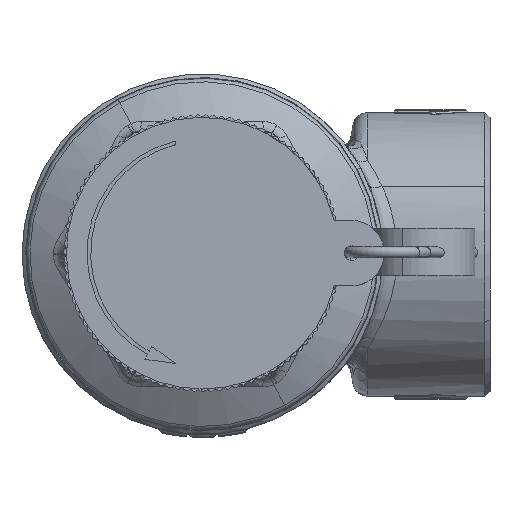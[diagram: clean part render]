
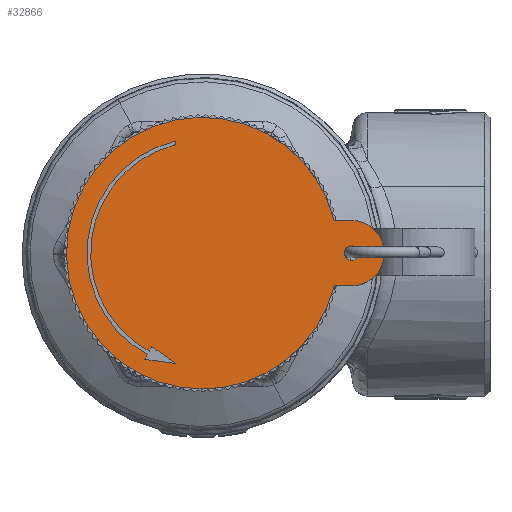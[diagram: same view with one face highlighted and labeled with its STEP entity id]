
A CAD part, top view. The second image highlights one B-rep face of the part: STEP entity #32866.
In plain terms, the highlighted planar face has unit normal (0, 0, 1).
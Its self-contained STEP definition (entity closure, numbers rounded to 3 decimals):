
#25523=CARTESIAN_POINT('Vertex',(8.941,16.367,26.631)) ;
#25526=CARTESIAN_POINT('Axis2P3D Location',(0.,0.,26.631)) ;
#25530=CARTESIAN_POINT('Vertex',(18.099,4.5,26.631)) ;
#25559=CARTESIAN_POINT('Vertex',(-8.941,-16.367,26.631)) ;
#25562=CARTESIAN_POINT('Axis2P3D Location',(0.,0.,26.631)) ;
#25579=CARTESIAN_POINT('Vertex',(18.099,-4.5,26.631)) ;
#25584=CARTESIAN_POINT('Axis2P3D Location',(0.,0.,26.631)) ;
#32738=CARTESIAN_POINT('Axis2P3D Location',(0.,18.65,26.631)) ;
#32743=CARTESIAN_POINT('Line Origine',(19.299,4.5,26.631)) ;
#32747=CARTESIAN_POINT('Vertex',(20.5,4.5,26.631)) ;
#32750=CARTESIAN_POINT('Line Origine',(19.299,-4.5,26.631)) ;
#32754=CARTESIAN_POINT('Vertex',(20.5,-4.5,26.631)) ;
#32757=CARTESIAN_POINT('Axis2P3D Location',(20.5,0.,26.631)) ;
#32770=CARTESIAN_POINT('Axis2P3D Location',(20.5,0.,26.631)) ;
#32774=CARTESIAN_POINT('Vertex',(19.5,0.,26.631)) ;
#32776=CARTESIAN_POINT('Vertex',(21.475,-0.222,26.631)) ;
#32779=CARTESIAN_POINT('Axis2P3D Location',(20.5,0.,26.631)) ;
#32783=CARTESIAN_POINT('Vertex',(21.161,0.751,26.631)) ;
#32787=CARTESIAN_POINT('Control Point',(21.161,0.751,26.631)) ;
#32788=CARTESIAN_POINT('Control Point',(21.205,0.726,26.631)) ;
#32789=CARTESIAN_POINT('Control Point',(21.248,0.699,26.631)) ;
#32790=CARTESIAN_POINT('Control Point',(21.289,0.668,26.631)) ;
#32791=CARTESIAN_POINT('Control Point',(21.386,0.582,26.631)) ;
#32792=CARTESIAN_POINT('Control Point',(21.464,0.478,26.631)) ;
#32793=CARTESIAN_POINT('Control Point',(21.503,0.409,26.631)) ;
#32794=CARTESIAN_POINT('Control Point',(21.563,0.254,26.631)) ;
#32795=CARTESIAN_POINT('Control Point',(21.574,0.087,26.631)) ;
#32796=CARTESIAN_POINT('Control Point',(21.564,0.,26.631)) ;
#32797=CARTESIAN_POINT('Control Point',(21.537,-0.097,26.631)) ;
#32798=CARTESIAN_POINT('Control Point',(21.494,-0.187,26.631)) ;
#32799=CARTESIAN_POINT('Control Point',(21.488,-0.199,26.631)) ;
#32800=CARTESIAN_POINT('Control Point',(21.482,-0.211,26.631)) ;
#32801=CARTESIAN_POINT('Control Point',(21.475,-0.222,26.631)) ;
#32808=CARTESIAN_POINT('Axis2P3D Location',(-3.9,15.079,26.631)) ;
#32812=CARTESIAN_POINT('Vertex',(-3.837,14.837,26.631)) ;
#32814=CARTESIAN_POINT('Vertex',(-3.963,15.321,26.631)) ;
#32817=CARTESIAN_POINT('Axis2P3D Location',(0.,0.,26.631)) ;
#32821=CARTESIAN_POINT('Vertex',(-7.297,-13.476,26.631)) ;
#32824=CARTESIAN_POINT('Line Origine',(-7.119,-13.146,26.631)) ;
#32828=CARTESIAN_POINT('Vertex',(-6.94,-12.817,26.631)) ;
#32831=CARTESIAN_POINT('Line Origine',(-5.295,-13.979,26.631)) ;
#32835=CARTESIAN_POINT('Vertex',(-3.65,-15.141,26.631)) ;
#32838=CARTESIAN_POINT('Line Origine',(-5.771,-14.858,26.631)) ;
#32842=CARTESIAN_POINT('Vertex',(-7.892,-14.575,26.631)) ;
#32845=CARTESIAN_POINT('Line Origine',(-7.714,-14.246,26.631)) ;
#32849=CARTESIAN_POINT('Vertex',(-7.535,-13.916,26.631)) ;
#32852=CARTESIAN_POINT('Axis2P3D Location',(0.,0.,26.631)) ;
#32745=VECTOR('Line Direction',#32744,1.) ;
#32752=VECTOR('Line Direction',#32751,1.) ;
#32826=VECTOR('Line Direction',#32825,1.) ;
#32833=VECTOR('Line Direction',#32832,1.) ;
#32840=VECTOR('Line Direction',#32839,1.) ;
#32847=VECTOR('Line Direction',#32846,1.) ;
#25527=DIRECTION('Axis2P3D Direction',(0.,0.,-1.)) ;
#25563=DIRECTION('Axis2P3D Direction',(0.,0.,-1.)) ;
#25585=DIRECTION('Axis2P3D Direction',(0.,0.,-1.)) ;
#32739=DIRECTION('Axis2P3D Direction',(0.,0.,-1.)) ;
#32740=DIRECTION('Axis2P3D XDirection',(1.,0.,0.)) ;
#32744=DIRECTION('Vector Direction',(-1.,0.,0.)) ;
#32751=DIRECTION('Vector Direction',(-1.,0.,0.)) ;
#32758=DIRECTION('Axis2P3D Direction',(0.,0.,-1.)) ;
#32771=DIRECTION('Axis2P3D Direction',(0.,0.,-1.)) ;
#32780=DIRECTION('Axis2P3D Direction',(0.,0.,-1.)) ;
#32809=DIRECTION('Axis2P3D Direction',(0.,0.,-1.)) ;
#32818=DIRECTION('Axis2P3D Direction',(0.,0.,-1.)) ;
#32825=DIRECTION('Vector Direction',(-0.476,-0.879,0.)) ;
#32832=DIRECTION('Vector Direction',(-0.817,0.577,0.)) ;
#32839=DIRECTION('Vector Direction',(-0.991,0.132,0.)) ;
#32846=DIRECTION('Vector Direction',(-0.476,-0.879,0.)) ;
#32853=DIRECTION('Axis2P3D Direction',(0.,0.,-1.)) ;
#25528=AXIS2_PLACEMENT_3D('Circle Axis2P3D',#25526,#25527,$) ;
#25564=AXIS2_PLACEMENT_3D('Circle Axis2P3D',#25562,#25563,$) ;
#25586=AXIS2_PLACEMENT_3D('Circle Axis2P3D',#25584,#25585,$) ;
#32741=AXIS2_PLACEMENT_3D('Plane Axis2P3D',#32738,#32739,#32740) ;
#32759=AXIS2_PLACEMENT_3D('Circle Axis2P3D',#32757,#32758,$) ;
#32772=AXIS2_PLACEMENT_3D('Circle Axis2P3D',#32770,#32771,$) ;
#32781=AXIS2_PLACEMENT_3D('Circle Axis2P3D',#32779,#32780,$) ;
#32810=AXIS2_PLACEMENT_3D('Circle Axis2P3D',#32808,#32809,$) ;
#32819=AXIS2_PLACEMENT_3D('Circle Axis2P3D',#32817,#32818,$) ;
#32854=AXIS2_PLACEMENT_3D('Circle Axis2P3D',#32852,#32853,$) ;
#32746=LINE('Line',#32743,#32745) ;
#32753=LINE('Line',#32750,#32752) ;
#32827=LINE('Line',#32824,#32826) ;
#32834=LINE('Line',#32831,#32833) ;
#32841=LINE('Line',#32838,#32840) ;
#32848=LINE('Line',#32845,#32847) ;
#25529=CIRCLE('generated circle',#25528,18.65) ;
#25565=CIRCLE('generated circle',#25564,18.65) ;
#25587=CIRCLE('generated circle',#25586,18.65) ;
#32760=CIRCLE('generated circle',#32759,4.5) ;
#32773=CIRCLE('generated circle',#32772,1.) ;
#32782=CIRCLE('generated circle',#32781,1.) ;
#32811=CIRCLE('generated circle',#32810,0.25) ;
#32820=CIRCLE('generated circle',#32819,15.325) ;
#32855=CIRCLE('generated circle',#32854,15.825) ;
#32742=PLANE('',#32741) ;
#32807=FACE_BOUND('',#32803,.T.) ;
#32865=FACE_BOUND('',#32857,.T.) ;
#25532=EDGE_CURVE('',#25524,#25531,#25529,.T.) ;
#25566=EDGE_CURVE('',#25560,#25524,#25565,.T.) ;
#25588=EDGE_CURVE('',#25580,#25560,#25587,.T.) ;
#32749=EDGE_CURVE('',#32748,#25531,#32746,.T.) ;
#32756=EDGE_CURVE('',#25580,#32755,#32753,.F.) ;
#32761=EDGE_CURVE('',#32755,#32748,#32760,.F.) ;
#32778=EDGE_CURVE('',#32775,#32777,#32773,.F.) ;
#32785=EDGE_CURVE('',#32784,#32775,#32782,.F.) ;
#32802=EDGE_CURVE('',#32784,#32777,#32786,.T.) ;
#32816=EDGE_CURVE('',#32813,#32815,#32811,.F.) ;
#32823=EDGE_CURVE('',#32822,#32813,#32820,.T.) ;
#32830=EDGE_CURVE('',#32829,#32822,#32827,.T.) ;
#32837=EDGE_CURVE('',#32836,#32829,#32834,.T.) ;
#32844=EDGE_CURVE('',#32843,#32836,#32841,.F.) ;
#32851=EDGE_CURVE('',#32850,#32843,#32848,.T.) ;
#32856=EDGE_CURVE('',#32815,#32850,#32855,.F.) ;
#32763=ORIENTED_EDGE('',*,*,#32749,.T.) ;
#32764=ORIENTED_EDGE('',*,*,#25532,.F.) ;
#32765=ORIENTED_EDGE('',*,*,#25566,.F.) ;
#32766=ORIENTED_EDGE('',*,*,#25588,.F.) ;
#32767=ORIENTED_EDGE('',*,*,#32756,.T.) ;
#32768=ORIENTED_EDGE('',*,*,#32761,.T.) ;
#32804=ORIENTED_EDGE('',*,*,#32778,.F.) ;
#32805=ORIENTED_EDGE('',*,*,#32785,.F.) ;
#32806=ORIENTED_EDGE('',*,*,#32802,.T.) ;
#32858=ORIENTED_EDGE('',*,*,#32816,.F.) ;
#32859=ORIENTED_EDGE('',*,*,#32823,.F.) ;
#32860=ORIENTED_EDGE('',*,*,#32830,.F.) ;
#32861=ORIENTED_EDGE('',*,*,#32837,.F.) ;
#32862=ORIENTED_EDGE('',*,*,#32844,.F.) ;
#32863=ORIENTED_EDGE('',*,*,#32851,.F.) ;
#32864=ORIENTED_EDGE('',*,*,#32856,.F.) ;
#32762=EDGE_LOOP('',(#32763,#32764,#32765,#32766,#32767,#32768)) ;
#32803=EDGE_LOOP('',(#32804,#32805,#32806)) ;
#32857=EDGE_LOOP('',(#32858,#32859,#32860,#32861,#32862,#32863,#32864)) ;
#25524=VERTEX_POINT('',#25523) ;
#25531=VERTEX_POINT('',#25530) ;
#25560=VERTEX_POINT('',#25559) ;
#25580=VERTEX_POINT('',#25579) ;
#32748=VERTEX_POINT('',#32747) ;
#32755=VERTEX_POINT('',#32754) ;
#32775=VERTEX_POINT('',#32774) ;
#32777=VERTEX_POINT('',#32776) ;
#32784=VERTEX_POINT('',#32783) ;
#32813=VERTEX_POINT('',#32812) ;
#32815=VERTEX_POINT('',#32814) ;
#32822=VERTEX_POINT('',#32821) ;
#32829=VERTEX_POINT('',#32828) ;
#32836=VERTEX_POINT('',#32835) ;
#32843=VERTEX_POINT('',#32842) ;
#32850=VERTEX_POINT('',#32849) ;
#32866=ADVANCED_FACE('PartBody',(#32769,#32807,#32865),#32742,.F.) ;
#32786=B_SPLINE_CURVE_WITH_KNOTS('',5,(#32787,#32788,#32789,#32790,#32791,#32792,#32793,#32794,#32795,#32796,#32797,#32798,#32799,#32800,#32801),.UNSPECIFIED.,.F.,.U.,(6,3,3,3,6),(4.12,4.483,5.039,5.649,5.744),.UNSPECIFIED.) ;
#32769=FACE_OUTER_BOUND('',#32762,.T.) ;
